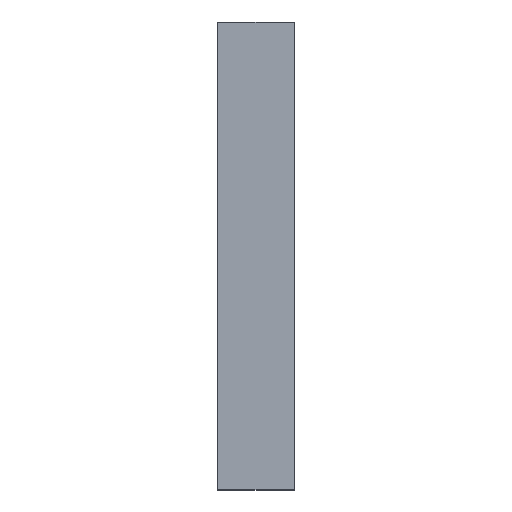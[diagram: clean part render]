
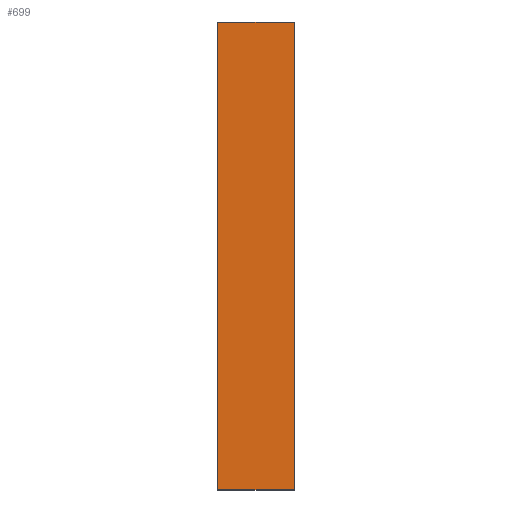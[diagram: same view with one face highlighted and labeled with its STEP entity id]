
A CAD part, left-side view. The second image highlights one B-rep face of the part: STEP entity #699.
In plain terms, the highlighted planar face has unit normal (-1, 0, 0).
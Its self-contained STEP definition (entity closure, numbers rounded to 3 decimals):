
#97 = CARTESIAN_POINT ( 'NONE',  ( -4.95, -3., -18.385 ) ) ;
#125 = EDGE_LOOP ( 'NONE', ( #798, #1071, #225, #1852 ) ) ;
#171 = PLANE ( 'NONE',  #955 ) ;
#225 = ORIENTED_EDGE ( 'NONE', *, *, #442, .F. ) ;
#274 = CARTESIAN_POINT ( 'NONE',  ( -4.95, -3., 0. ) ) ;
#442 = EDGE_CURVE ( 'NONE', #1203, #1101, #1002, .T. ) ;
#484 = VECTOR ( 'NONE', #838, 1000. ) ;
#547 = LINE ( 'NONE', #1901, #1940 ) ;
#624 = FACE_OUTER_BOUND ( 'NONE', #125, .T. ) ;
#641 = CARTESIAN_POINT ( 'NONE',  ( -4.95, -3., 18.385 ) ) ;
#675 = VECTOR ( 'NONE', #1637, 1000. ) ;
#699 = ADVANCED_FACE ( 'NONE', ( #624 ), #171, .F. ) ;
#721 = VERTEX_POINT ( 'NONE', #641 ) ;
#797 = DIRECTION ( 'NONE',  ( 1., 0., 0. ) ) ;
#798 = ORIENTED_EDGE ( 'NONE', *, *, #1935, .T. ) ;
#838 = DIRECTION ( 'NONE',  ( 0., 0., 1. ) ) ;
#902 = VERTEX_POINT ( 'NONE', #97 ) ;
#955 = AXIS2_PLACEMENT_3D ( 'NONE', #1571, #797, #1724 ) ;
#961 = VECTOR ( 'NONE', #1943, 1000. ) ;
#1002 = LINE ( 'NONE', #1169, #484 ) ;
#1071 = ORIENTED_EDGE ( 'NONE', *, *, #1375, .F. ) ;
#1101 = VERTEX_POINT ( 'NONE', #1255 ) ;
#1169 = CARTESIAN_POINT ( 'NONE',  ( -4.95, 3., 0. ) ) ;
#1174 = CARTESIAN_POINT ( 'NONE',  ( -4.95, 3., -18.385 ) ) ;
#1203 = VERTEX_POINT ( 'NONE', #1850 ) ;
#1255 = CARTESIAN_POINT ( 'NONE',  ( -4.95, 3., 18.385 ) ) ;
#1312 = DIRECTION ( 'NONE',  ( 0., -1., 0. ) ) ;
#1375 = EDGE_CURVE ( 'NONE', #1101, #721, #547, .T. ) ;
#1474 = EDGE_CURVE ( 'NONE', #1203, #902, #1924, .T. ) ;
#1571 = CARTESIAN_POINT ( 'NONE',  ( -4.95, 3., 0. ) ) ;
#1637 = DIRECTION ( 'NONE',  ( 0., -1., 0. ) ) ;
#1724 = DIRECTION ( 'NONE',  ( 0., 0., -1. ) ) ;
#1850 = CARTESIAN_POINT ( 'NONE',  ( -4.95, 3., -18.385 ) ) ;
#1852 = ORIENTED_EDGE ( 'NONE', *, *, #1474, .T. ) ;
#1898 = LINE ( 'NONE', #274, #961 ) ;
#1901 = CARTESIAN_POINT ( 'NONE',  ( -4.95, 3., 18.385 ) ) ;
#1924 = LINE ( 'NONE', #1174, #675 ) ;
#1935 = EDGE_CURVE ( 'NONE', #902, #721, #1898, .T. ) ;
#1940 = VECTOR ( 'NONE', #1312, 1000. ) ;
#1943 = DIRECTION ( 'NONE',  ( 0., 0., 1. ) ) ;
